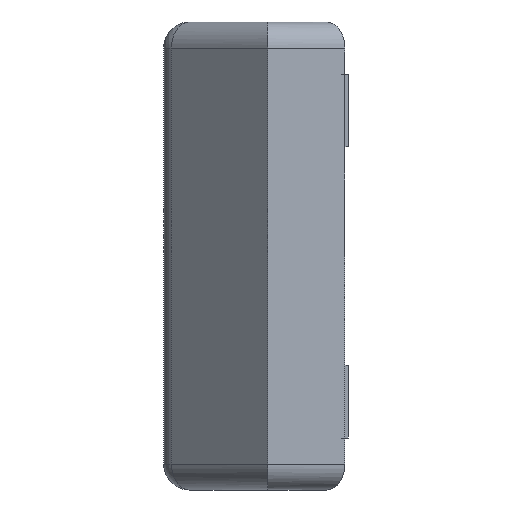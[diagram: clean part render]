
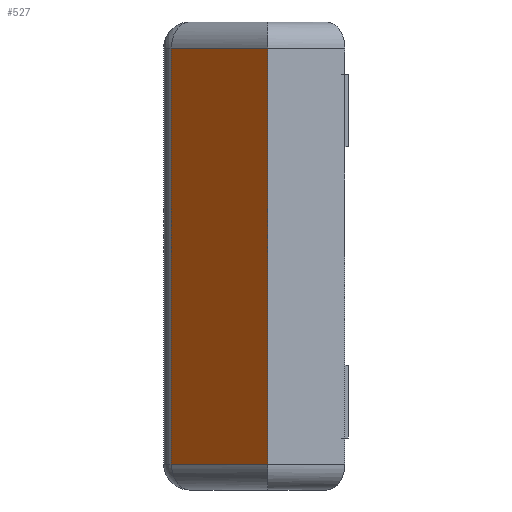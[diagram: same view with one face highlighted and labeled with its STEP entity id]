
A CAD part, left-side view. The second image highlights one B-rep face of the part: STEP entity #527.
In plain terms, the highlighted planar face has unit normal (-0.707, 0.707, 0).
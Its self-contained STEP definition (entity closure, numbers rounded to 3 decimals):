
#32 = CARTESIAN_POINT ( 'NONE',  ( -16.5, -2., -8. ) ) ;
#50 = DIRECTION ( 'NONE',  ( 0.707, -0.707, 0. ) ) ;
#63 = DIRECTION ( 'NONE',  ( 0.707, 0.707, 0. ) ) ;
#67 = VERTEX_POINT ( 'NONE', #32 ) ;
#84 = VECTOR ( 'NONE', #732, 1000. ) ;
#95 = VECTOR ( 'NONE', #1064, 1000. ) ;
#112 = CARTESIAN_POINT ( 'NONE',  ( -16.5, -2., 8. ) ) ;
#167 = CARTESIAN_POINT ( 'NONE',  ( -16.5, -2., 9. ) ) ;
#200 = CARTESIAN_POINT ( 'NONE',  ( -12.5, 2., -8. ) ) ;
#253 = AXIS2_PLACEMENT_3D ( 'NONE', #1131, #50, #63 ) ;
#261 = CARTESIAN_POINT ( 'NONE',  ( -12.793, 1.707, 9. ) ) ;
#391 = EDGE_CURVE ( 'NONE', #969, #67, #1302, .T. ) ;
#409 = VECTOR ( 'NONE', #1223, 1000. ) ;
#527 = ADVANCED_FACE ( 'NONE', ( #679 ), #1164, .F. ) ;
#567 = EDGE_LOOP ( 'NONE', ( #594, #924, #895, #819 ) ) ;
#594 = ORIENTED_EDGE ( 'NONE', *, *, #828, .T. ) ;
#675 = CARTESIAN_POINT ( 'NONE',  ( -12.793, 1.707, 8. ) ) ;
#679 = FACE_OUTER_BOUND ( 'NONE', #567, .T. ) ;
#698 = LINE ( 'NONE', #261, #903 ) ;
#732 = DIRECTION ( 'NONE',  ( 0.707, 0.707, 0. ) ) ;
#781 = EDGE_CURVE ( 'NONE', #1087, #792, #801, .T. ) ;
#792 = VERTEX_POINT ( 'NONE', #675 ) ;
#800 = DIRECTION ( 'NONE',  ( 0., 0., -1. ) ) ;
#801 = LINE ( 'NONE', #1203, #84 ) ;
#819 = ORIENTED_EDGE ( 'NONE', *, *, #781, .T. ) ;
#828 = EDGE_CURVE ( 'NONE', #792, #969, #698, .T. ) ;
#895 = ORIENTED_EDGE ( 'NONE', *, *, #1357, .F. ) ;
#903 = VECTOR ( 'NONE', #800, 1000. ) ;
#924 = ORIENTED_EDGE ( 'NONE', *, *, #391, .T. ) ;
#969 = VERTEX_POINT ( 'NONE', #1209 ) ;
#1064 = DIRECTION ( 'NONE',  ( 0., 0., -1. ) ) ;
#1087 = VERTEX_POINT ( 'NONE', #112 ) ;
#1131 = CARTESIAN_POINT ( 'NONE',  ( -12.5, 2., 9. ) ) ;
#1164 = PLANE ( 'NONE',  #253 ) ;
#1203 = CARTESIAN_POINT ( 'NONE',  ( -12.5, 2., 8. ) ) ;
#1209 = CARTESIAN_POINT ( 'NONE',  ( -12.793, 1.707, -8. ) ) ;
#1223 = DIRECTION ( 'NONE',  ( -0.707, -0.707, 0. ) ) ;
#1302 = LINE ( 'NONE', #200, #409 ) ;
#1331 = LINE ( 'NONE', #167, #95 ) ;
#1357 = EDGE_CURVE ( 'NONE', #1087, #67, #1331, .T. ) ;
